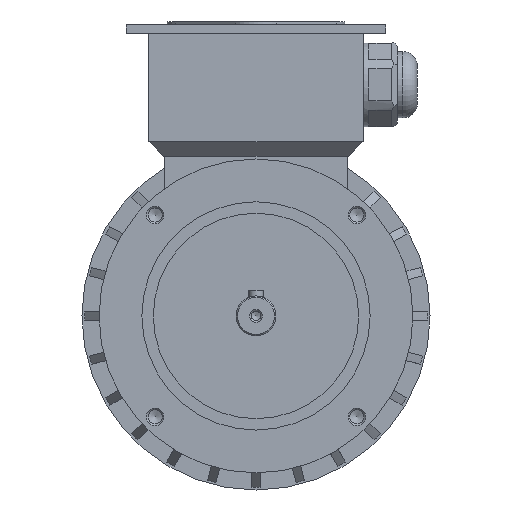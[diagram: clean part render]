
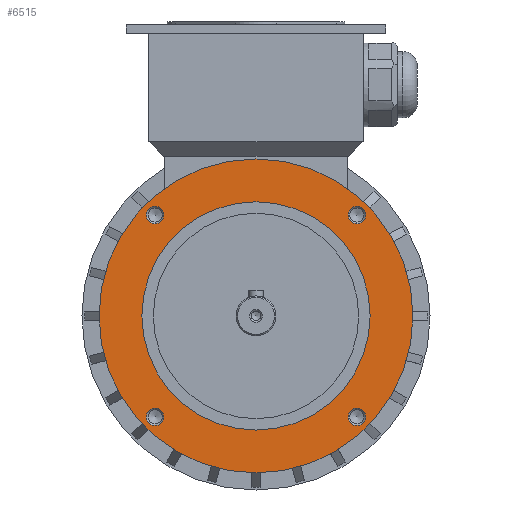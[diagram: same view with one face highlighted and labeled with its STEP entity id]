
A CAD part, front view. The second image highlights one B-rep face of the part: STEP entity #6515.
In plain terms, the highlighted planar face has unit normal (0, -1, 0).
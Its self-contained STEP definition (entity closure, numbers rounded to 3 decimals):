
#202=CIRCLE('',#6656,3.059);
#206=CIRCLE('',#6664,3.059);
#210=CIRCLE('',#6672,3.059);
#324=CIRCLE('',#6942,55.);
#326=CIRCLE('',#6945,3.059);
#327=CIRCLE('',#6946,40.);
#1093=ORIENTED_EDGE('',*,*,#1768,.T.);
#1094=ORIENTED_EDGE('',*,*,#1772,.T.);
#1095=ORIENTED_EDGE('',*,*,#1776,.T.);
#1096=ORIENTED_EDGE('',*,*,#2277,.T.);
#1097=ORIENTED_EDGE('',*,*,#2278,.F.);
#1098=ORIENTED_EDGE('',*,*,#2275,.F.);
#1768=EDGE_CURVE('',#2444,#2444,#202,.T.);
#1772=EDGE_CURVE('',#2449,#2449,#206,.T.);
#1776=EDGE_CURVE('',#2454,#2454,#210,.T.);
#2275=EDGE_CURVE('',#2805,#2805,#324,.T.);
#2277=EDGE_CURVE('',#2807,#2807,#326,.T.);
#2278=EDGE_CURVE('',#2808,#2808,#327,.F.);
#2444=VERTEX_POINT('',#8570);
#2449=VERTEX_POINT('',#8583);
#2454=VERTEX_POINT('',#8596);
#2805=VERTEX_POINT('',#9740);
#2807=VERTEX_POINT('',#9745);
#2808=VERTEX_POINT('',#9747);
#3853=EDGE_LOOP('',(#1093));
#3854=EDGE_LOOP('',(#1094));
#3855=EDGE_LOOP('',(#1095));
#3856=EDGE_LOOP('',(#1096));
#3857=EDGE_LOOP('',(#1097));
#3858=EDGE_LOOP('',(#1098));
#4169=FACE_BOUND('',#3853,.T.);
#4170=FACE_BOUND('',#3854,.T.);
#4171=FACE_BOUND('',#3855,.T.);
#4172=FACE_BOUND('',#3856,.T.);
#4173=FACE_BOUND('',#3857,.T.);
#4174=FACE_BOUND('',#3858,.T.);
#4429=PLANE('',#6944);
#6515=ADVANCED_FACE('',(#4169,#4170,#4171,#4172,#4173,#4174),#4429,.F.);
#6656=AXIS2_PLACEMENT_3D('',#8569,#7175,#7176);
#6664=AXIS2_PLACEMENT_3D('',#8582,#7191,#7192);
#6672=AXIS2_PLACEMENT_3D('',#8595,#7207,#7208);
#6942=AXIS2_PLACEMENT_3D('',#9739,#8058,#8059);
#6944=AXIS2_PLACEMENT_3D('',#9743,#8062,#8063);
#6945=AXIS2_PLACEMENT_3D('',#9744,#8064,#8065);
#6946=AXIS2_PLACEMENT_3D('',#9746,#8066,#8067);
#7175=DIRECTION('',(0.,1.,0.));
#7176=DIRECTION('',(0.,0.,1.));
#7191=DIRECTION('',(0.,1.,0.));
#7192=DIRECTION('',(-1.,0.,0.));
#7207=DIRECTION('',(0.,1.,0.));
#7208=DIRECTION('',(0.,0.,-1.));
#8058=DIRECTION('',(0.,1.,0.));
#8059=DIRECTION('',(1.,0.,0.));
#8062=DIRECTION('',(0.,1.,0.));
#8063=DIRECTION('',(0.,0.,1.));
#8064=DIRECTION('',(0.,1.,0.));
#8065=DIRECTION('',(1.,0.,0.));
#8066=DIRECTION('',(0.,1.,0.));
#8067=DIRECTION('',(0.,0.,1.));
#8569=CARTESIAN_POINT('',(-35.355,-21.,-35.355));
#8570=CARTESIAN_POINT('',(-35.355,-21.,-32.297));
#8582=CARTESIAN_POINT('',(35.355,-21.,-35.355));
#8583=CARTESIAN_POINT('',(32.297,-21.,-35.355));
#8595=CARTESIAN_POINT('',(35.355,-21.,35.355));
#8596=CARTESIAN_POINT('',(35.355,-21.,32.297));
#9739=CARTESIAN_POINT('',(0.,-21.,0.));
#9740=CARTESIAN_POINT('',(55.,-21.,0.));
#9743=CARTESIAN_POINT('',(0.,-21.,0.));
#9744=CARTESIAN_POINT('',(-35.355,-21.,35.355));
#9745=CARTESIAN_POINT('',(-32.297,-21.,35.355));
#9746=CARTESIAN_POINT('',(0.,-21.,0.));
#9747=CARTESIAN_POINT('',(0.,-21.,40.));
